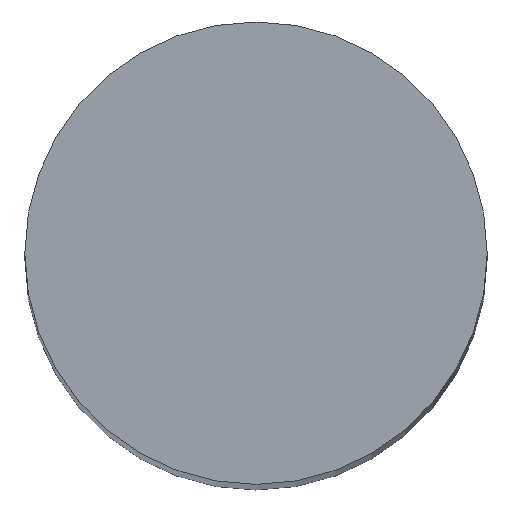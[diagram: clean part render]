
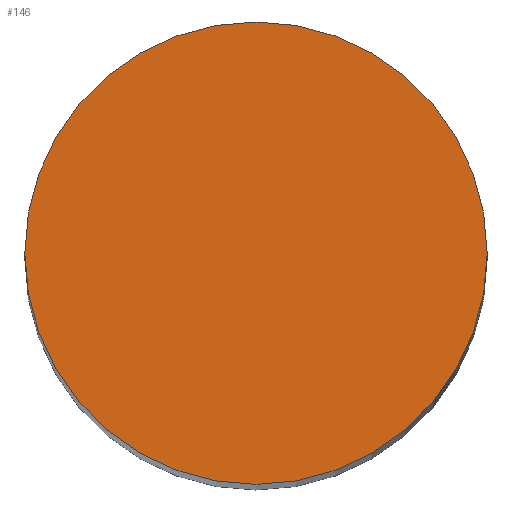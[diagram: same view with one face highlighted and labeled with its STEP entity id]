
A CAD part, top view. The second image highlights one B-rep face of the part: STEP entity #146.
In plain terms, the highlighted planar face has unit normal (0, 0, 1).
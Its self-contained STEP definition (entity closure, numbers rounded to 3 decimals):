
#21=PLANE('',#186);
#30=FACE_OUTER_BOUND('',#41,.T.);
#41=EDGE_LOOP('',(#126));
#67=CIRCLE('',#187,3.25);
#79=VERTEX_POINT('',#277);
#96=EDGE_CURVE('',#79,#79,#67,.T.);
#126=ORIENTED_EDGE('',*,*,#96,.T.);
#146=ADVANCED_FACE('',(#30),#21,.T.);
#186=AXIS2_PLACEMENT_3D('',#276,#232,#233);
#187=AXIS2_PLACEMENT_3D('',#278,#234,#235);
#232=DIRECTION('center_axis',(0.,0.,1.));
#233=DIRECTION('ref_axis',(1.,0.,0.));
#234=DIRECTION('center_axis',(0.,0.,1.));
#235=DIRECTION('ref_axis',(1.,0.,0.));
#276=CARTESIAN_POINT('Origin',(-0.647,-0.139,67.8));
#277=CARTESIAN_POINT('',(2.603,-0.139,67.8));
#278=CARTESIAN_POINT('Origin',(-0.647,-0.139,67.8));
